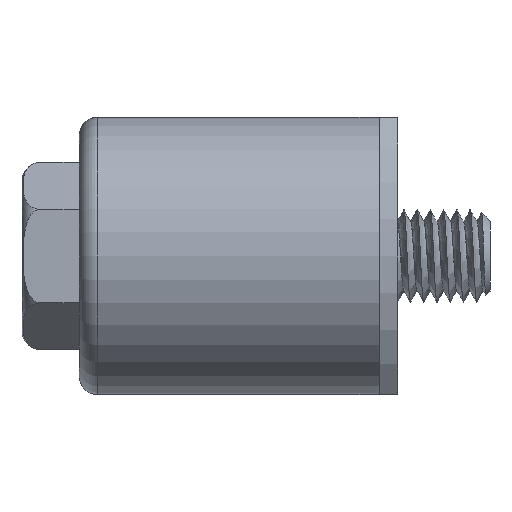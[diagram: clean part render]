
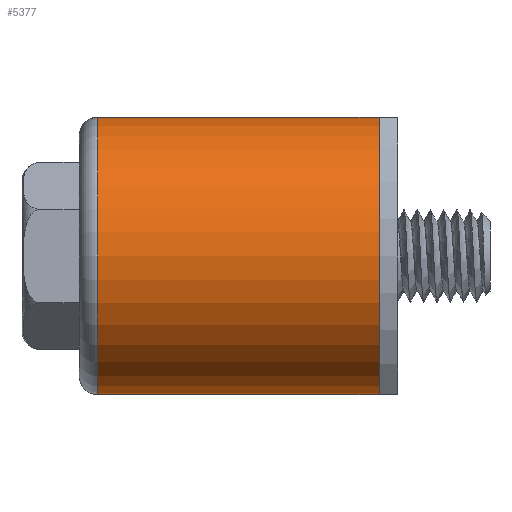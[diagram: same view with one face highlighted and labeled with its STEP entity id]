
A CAD part, left-side view. The second image highlights one B-rep face of the part: STEP entity #5377.
In plain terms, the highlighted cylindrical face has radius 9.525 mm (diameter 19.05 mm), a partial arc.
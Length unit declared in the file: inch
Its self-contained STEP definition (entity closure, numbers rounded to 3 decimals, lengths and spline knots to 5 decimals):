
#391=CYLINDRICAL_SURFACE('',#5998,0.375);
#855=FACE_OUTER_BOUND('',#1350,.T.);
#1350=EDGE_LOOP('',(#4561,#4562,#4563,#4564));
#1562=LINE('',#13880,#1763);
#1566=LINE('',#13900,#1767);
#1763=VECTOR('',#7331,0.3937);
#1767=VECTOR('',#7357,0.3937);
#2029=CIRCLE('',#5987,0.375);
#2034=CIRCLE('',#5997,0.375);
#2616=VERTEX_POINT('',#13877);
#2617=VERTEX_POINT('',#13879);
#2621=VERTEX_POINT('',#13893);
#2622=VERTEX_POINT('',#13899);
#3260=EDGE_CURVE('',#2616,#2617,#1562,.T.);
#3269=EDGE_CURVE('',#2617,#2621,#2029,.T.);
#3270=EDGE_CURVE('',#2622,#2621,#1566,.T.);
#3279=EDGE_CURVE('',#2616,#2622,#2034,.T.);
#4561=ORIENTED_EDGE('',*,*,#3269,.F.);
#4562=ORIENTED_EDGE('',*,*,#3260,.F.);
#4563=ORIENTED_EDGE('',*,*,#3279,.T.);
#4564=ORIENTED_EDGE('',*,*,#3270,.T.);
#5377=ADVANCED_FACE('',(#855),#391,.T.);
#5987=AXIS2_PLACEMENT_3D('',#13897,#7353,#7354);
#5997=AXIS2_PLACEMENT_3D('',#13918,#7378,#7379);
#5998=AXIS2_PLACEMENT_3D('',#13919,#7380,#7381);
#7331=DIRECTION('',(0.,1.,0.));
#7353=DIRECTION('center_axis',(0.,1.,0.));
#7354=DIRECTION('ref_axis',(-1.,0.,0.));
#7357=DIRECTION('',(0.,1.,0.));
#7378=DIRECTION('center_axis',(0.,1.,0.));
#7379=DIRECTION('ref_axis',(0.,0.,-1.));
#7380=DIRECTION('center_axis',(0.,1.,0.));
#7381=DIRECTION('ref_axis',(0.,0.,-1.));
#13877=CARTESIAN_POINT('',(-0.78,0.05,-0.375));
#13879=CARTESIAN_POINT('',(-0.78,0.81,-0.375));
#13880=CARTESIAN_POINT('',(-0.78,0.,-0.375));
#13893=CARTESIAN_POINT('',(-0.78,0.81,0.375));
#13897=CARTESIAN_POINT('Origin',(-0.78,0.81,0.));
#13899=CARTESIAN_POINT('',(-0.78,0.05,0.375));
#13900=CARTESIAN_POINT('',(-0.78,0.,0.375));
#13918=CARTESIAN_POINT('Origin',(-0.78,0.05,0.));
#13919=CARTESIAN_POINT('Origin',(-0.78,0.,0.));
